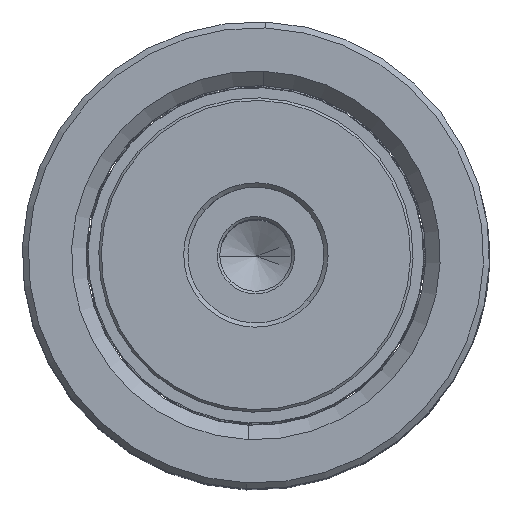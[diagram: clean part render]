
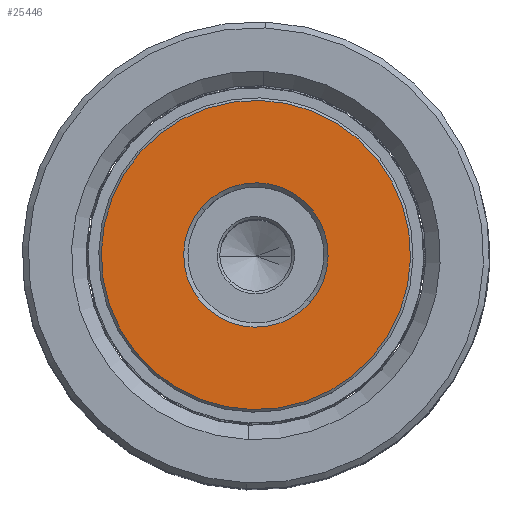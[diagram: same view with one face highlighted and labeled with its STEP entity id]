
A CAD part, top view. The second image highlights one B-rep face of the part: STEP entity #25446.
In plain terms, the highlighted face is planar.
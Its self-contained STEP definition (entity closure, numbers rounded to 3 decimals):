
#1937 = AXIS2_PLACEMENT_3D ( 'NONE', #13102, #31663, #6578 ) ;
#2492 = EDGE_LOOP ( 'NONE', ( #18818, #15733 ) ) ;
#3400 = DIRECTION ( 'NONE',  ( 1., 0., 0. ) ) ;
#4034 = VERTEX_POINT ( 'NONE', #36661 ) ;
#4623 = EDGE_CURVE ( 'NONE', #13419, #4034, #18066, .T. ) ;
#5566 = AXIS2_PLACEMENT_3D ( 'NONE', #26962, #20912, #36748 ) ;
#6277 = DIRECTION ( 'NONE',  ( 0., 0., 1. ) ) ;
#6578 = DIRECTION ( 'NONE',  ( 1., 0., 0. ) ) ;
#6854 = VERTEX_POINT ( 'NONE', #39428 ) ;
#8307 = DIRECTION ( 'NONE',  ( 0., 0., -1. ) ) ;
#10133 = CARTESIAN_POINT ( 'NONE',  ( 0., 0., 0. ) ) ;
#10195 = CIRCLE ( 'NONE', #1937, 8.5 ) ;
#10994 = CARTESIAN_POINT ( 'NONE',  ( -18.2, 0., 0. ) ) ;
#11502 = DIRECTION ( 'NONE',  ( 1., 0., 0. ) ) ;
#11720 = FACE_OUTER_BOUND ( 'NONE', #2492, .T. ) ;
#13102 = CARTESIAN_POINT ( 'NONE',  ( 0., 0., 0. ) ) ;
#13419 = VERTEX_POINT ( 'NONE', #10994 ) ;
#13672 = CIRCLE ( 'NONE', #35204, 18.2 ) ;
#15733 = ORIENTED_EDGE ( 'NONE', *, *, #4623, .T. ) ;
#16358 = DIRECTION ( 'NONE',  ( 0., 0., 1. ) ) ;
#18066 = CIRCLE ( 'NONE', #5566, 18.2 ) ;
#18240 = EDGE_CURVE ( 'NONE', #6854, #35307, #10195, .T. ) ;
#18818 = ORIENTED_EDGE ( 'NONE', *, *, #25708, .T. ) ;
#20912 = DIRECTION ( 'NONE',  ( 0., 0., -1. ) ) ;
#22746 = CARTESIAN_POINT ( 'NONE',  ( 8.5, 0., 0. ) ) ;
#25446 = ADVANCED_FACE ( 'NONE', ( #11720, #33357 ), #31631, .F. ) ;
#25708 = EDGE_CURVE ( 'NONE', #4034, #13419, #13672, .T. ) ;
#25965 = AXIS2_PLACEMENT_3D ( 'NONE', #40501, #6277, #31500 ) ;
#26962 = CARTESIAN_POINT ( 'NONE',  ( 0., 0., 0. ) ) ;
#28715 = CIRCLE ( 'NONE', #25965, 8.5 ) ;
#28918 = ORIENTED_EDGE ( 'NONE', *, *, #36353, .T. ) ;
#31500 = DIRECTION ( 'NONE',  ( 1., 0., 0. ) ) ;
#31631 = PLANE ( 'NONE',  #37321 ) ;
#31663 = DIRECTION ( 'NONE',  ( 0., 0., 1. ) ) ;
#33119 = CARTESIAN_POINT ( 'NONE',  ( 0., 0., 0. ) ) ;
#33357 = FACE_BOUND ( 'NONE', #34703, .T. ) ;
#34703 = EDGE_LOOP ( 'NONE', ( #38692, #28918 ) ) ;
#35204 = AXIS2_PLACEMENT_3D ( 'NONE', #33119, #8307, #11502 ) ;
#35307 = VERTEX_POINT ( 'NONE', #22746 ) ;
#36353 = EDGE_CURVE ( 'NONE', #35307, #6854, #28715, .T. ) ;
#36661 = CARTESIAN_POINT ( 'NONE',  ( 18.2, 0., 0. ) ) ;
#36748 = DIRECTION ( 'NONE',  ( 1., 0., 0. ) ) ;
#37321 = AXIS2_PLACEMENT_3D ( 'NONE', #10133, #16358, #3400 ) ;
#38692 = ORIENTED_EDGE ( 'NONE', *, *, #18240, .T. ) ;
#39428 = CARTESIAN_POINT ( 'NONE',  ( -8.5, 0., 0. ) ) ;
#40501 = CARTESIAN_POINT ( 'NONE',  ( 0., 0., 0. ) ) ;
